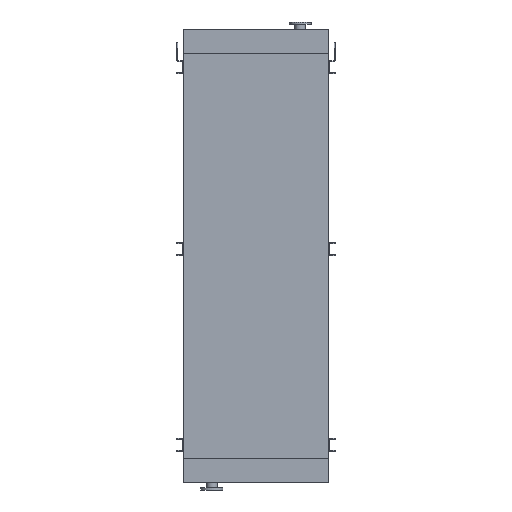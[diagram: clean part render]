
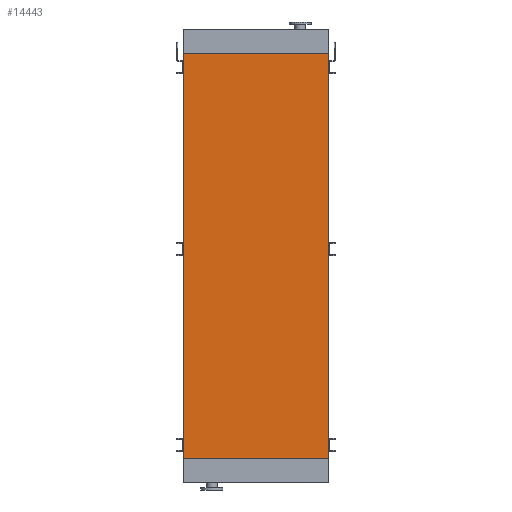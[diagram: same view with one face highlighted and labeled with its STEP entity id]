
A CAD part, front view. The second image highlights one B-rep face of the part: STEP entity #14443.
In plain terms, the highlighted planar face has unit normal (0, -1, 0).
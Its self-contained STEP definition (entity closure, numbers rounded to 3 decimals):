
#65 = LINE ( 'NONE', #4806, #20008 ) ;
#665 = CARTESIAN_POINT ( 'NONE',  ( 725., 0., 0. ) ) ;
#1181 = FACE_OUTER_BOUND ( 'NONE', #19527, .T. ) ;
#1274 = DIRECTION ( 'NONE',  ( 0., 0., 1. ) ) ;
#1339 = AXIS2_PLACEMENT_3D ( 'NONE', #7012, #7077, #18046 ) ;
#1536 = VECTOR ( 'NONE', #5412, 1000. ) ;
#1736 = DIRECTION ( 'NONE',  ( 0., 0., 1. ) ) ;
#2487 = ORIENTED_EDGE ( 'NONE', *, *, #7838, .F. ) ;
#3256 = CARTESIAN_POINT ( 'NONE',  ( 725., 0., -4050. ) ) ;
#3885 = PLANE ( 'NONE',  #1339 ) ;
#4020 = LINE ( 'NONE', #13886, #16096 ) ;
#4806 = CARTESIAN_POINT ( 'NONE',  ( 725., 0., -4050. ) ) ;
#4876 = CARTESIAN_POINT ( 'NONE',  ( -725., 0., 0. ) ) ;
#5250 = ORIENTED_EDGE ( 'NONE', *, *, #11880, .F. ) ;
#5412 = DIRECTION ( 'NONE',  ( 1., 0., 0. ) ) ;
#7012 = CARTESIAN_POINT ( 'NONE',  ( -725., 0., -4050. ) ) ;
#7077 = DIRECTION ( 'NONE',  ( 0., -1., 0. ) ) ;
#7838 = EDGE_CURVE ( 'NONE', #10904, #11702, #14109, .T. ) ;
#8510 = CARTESIAN_POINT ( 'NONE',  ( -725., 0., 0. ) ) ;
#8706 = LINE ( 'NONE', #9148, #18043 ) ;
#9148 = CARTESIAN_POINT ( 'NONE',  ( -725., 0., -4050. ) ) ;
#10079 = VERTEX_POINT ( 'NONE', #16458 ) ;
#10706 = DIRECTION ( 'NONE',  ( 1., 0., 0. ) ) ;
#10904 = VERTEX_POINT ( 'NONE', #4876 ) ;
#11702 = VERTEX_POINT ( 'NONE', #665 ) ;
#11880 = EDGE_CURVE ( 'NONE', #10079, #10904, #8706, .T. ) ;
#11906 = EDGE_CURVE ( 'NONE', #10079, #17843, #4020, .T. ) ;
#13886 = CARTESIAN_POINT ( 'NONE',  ( -725., 0., -4050. ) ) ;
#14109 = LINE ( 'NONE', #8510, #1536 ) ;
#14443 = ADVANCED_FACE ( 'NONE', ( #1181 ), #3885, .T. ) ;
#16096 = VECTOR ( 'NONE', #10706, 1000. ) ;
#16458 = CARTESIAN_POINT ( 'NONE',  ( -725., 0., -4050. ) ) ;
#17843 = VERTEX_POINT ( 'NONE', #3256 ) ;
#18043 = VECTOR ( 'NONE', #1274, 1000. ) ;
#18046 = DIRECTION ( 'NONE',  ( 0., 0., -1. ) ) ;
#18328 = ORIENTED_EDGE ( 'NONE', *, *, #20036, .T. ) ;
#19527 = EDGE_LOOP ( 'NONE', ( #2487, #5250, #19824, #18328 ) ) ;
#19824 = ORIENTED_EDGE ( 'NONE', *, *, #11906, .T. ) ;
#20008 = VECTOR ( 'NONE', #1736, 1000. ) ;
#20036 = EDGE_CURVE ( 'NONE', #17843, #11702, #65, .T. ) ;
